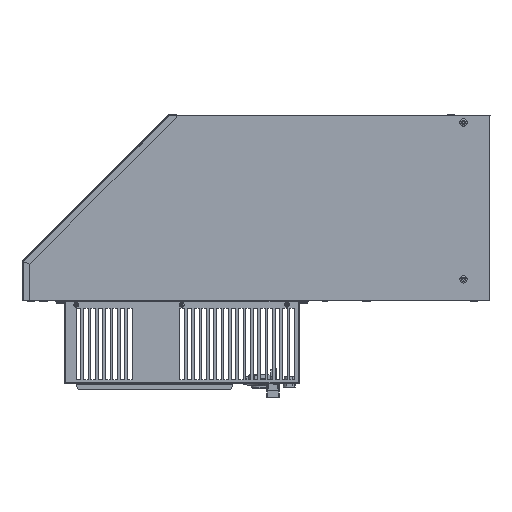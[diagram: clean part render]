
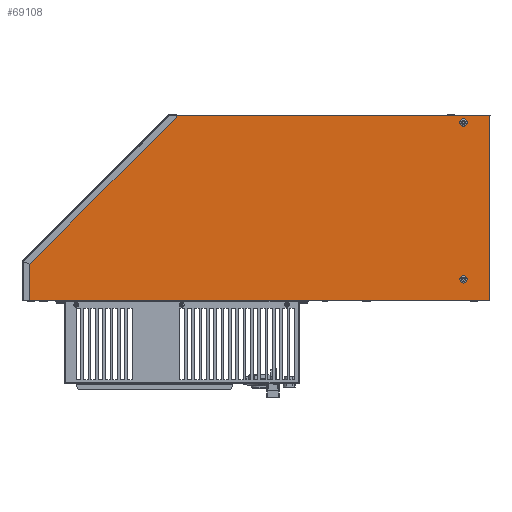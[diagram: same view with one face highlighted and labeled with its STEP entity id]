
A CAD part, left-side view. The second image highlights one B-rep face of the part: STEP entity #69108.
In plain terms, the highlighted planar face has unit normal (-1, 0, 0).
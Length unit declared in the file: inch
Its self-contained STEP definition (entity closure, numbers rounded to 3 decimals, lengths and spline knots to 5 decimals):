
#120 = EDGE_CURVE ( 'NONE', #39522, #57628, #22280, .T. ) ;
#143 = CARTESIAN_POINT ( 'NONE',  ( 3.74521, -19.23033, 3.62188 ) ) ;
#4870 = VERTEX_POINT ( 'NONE', #121393 ) ;
#5070 = VERTEX_POINT ( 'NONE', #100875 ) ;
#5731 = B_SPLINE_CURVE_WITH_KNOTS ( 'NONE', 1,
 ( #82830, #45864 ),
 .UNSPECIFIED., .F., .F.,
 ( 2, 2 ),
 ( 0., 1. ),
 .UNSPECIFIED. ) ;
#6294 = ORIENTED_EDGE ( 'NONE', *, *, #10117, .T. ) ;
#9170 = ORIENTED_EDGE ( 'NONE', *, *, #20411, .T. ) ;
#9217 = ORIENTED_EDGE ( 'NONE', *, *, #27793, .T. ) ;
#10117 = EDGE_CURVE ( 'NONE', #104391, #10739, #54052, .T. ) ;
#10739 = VERTEX_POINT ( 'NONE', #73918 ) ;
#10883 = AXIS2_PLACEMENT_3D ( 'NONE', #104903, #39645, #77251 ) ;
#11779 = CARTESIAN_POINT ( 'NONE',  ( 3.74566, 3.23567, -5.46161 ) ) ;
#12500 = DIRECTION ( 'NONE',  ( 0., -1., 0. ) ) ;
#13843 = ORIENTED_EDGE ( 'NONE', *, *, #67989, .F. ) ;
#16324 = CARTESIAN_POINT ( 'NONE',  ( 3.74522, -20.58652, -5.5028 ) ) ;
#18426 = VERTEX_POINT ( 'NONE', #42273 ) ;
#19711 = EDGE_CURVE ( 'NONE', #5070, #18426, #34999, .T. ) ;
#20411 = EDGE_CURVE ( 'NONE', #53431, #4870, #46768, .T. ) ;
#21618 = EDGE_LOOP ( 'NONE', ( #45221, #6294 ) ) ;
#21862 = ORIENTED_EDGE ( 'NONE', *, *, #33807, .T. ) ;
#22280 = B_SPLINE_CURVE_WITH_KNOTS ( 'NONE', 3,
 ( #116520, #44243, #72588, #63963 ),
 .UNSPECIFIED., .F., .F.,
 ( 4, 4 ),
 ( 0., 1. ),
 .UNSPECIFIED. ) ;
#23555 = VERTEX_POINT ( 'NONE', #35133 ) ;
#23716 = FACE_BOUND ( 'NONE', #21618, .T. ) ;
#24350 = CARTESIAN_POINT ( 'NONE',  ( 3.74566, 3.26233, -5.50161 ) ) ;
#24910 = CARTESIAN_POINT ( 'NONE',  ( 3.74523, -19.98233, -5.47495 ) ) ;
#25267 = VERTEX_POINT ( 'NONE', #121248 ) ;
#25523 = CARTESIAN_POINT ( 'NONE',  ( 3.74523, -19.98233, -5.46162 ) ) ;
#27793 = EDGE_CURVE ( 'NONE', #90382, #25267, #30433, .T. ) ;
#30433 = B_SPLINE_CURVE_WITH_KNOTS ( 'NONE', 3,
 ( #76553, #97396, #69117, #106651 ),
 .UNSPECIFIED., .F., .F.,
 ( 4, 4 ),
 ( 0., 1. ),
 .UNSPECIFIED. ) ;
#30519 = CARTESIAN_POINT ( 'NONE',  ( 3.7452, -20.58533, 0.80505 ) ) ;
#31291 = EDGE_CURVE ( 'NONE', #37283, #109673, #5731, .T. ) ;
#31726 = CARTESIAN_POINT ( 'NONE',  ( 3.74519, -20.58533, 3.95838 ) ) ;
#32722 = CARTESIAN_POINT ( 'NONE',  ( 3.74566, 3.27567, -4.16828 ) ) ;
#32974 = CARTESIAN_POINT ( 'NONE',  ( 3.74566, 3.249, -5.50161 ) ) ;
#33807 = EDGE_CURVE ( 'NONE', #18426, #5070, #57985, .T. ) ;
#34999 = CIRCLE ( 'NONE', #52754, 0.097 ) ;
#35133 = CARTESIAN_POINT ( 'NONE',  ( 3.74523, -19.98233, -5.46162 ) ) ;
#35655 = CARTESIAN_POINT ( 'NONE',  ( 3.74549, -4.18433, 3.95839 ) ) ;
#36755 = EDGE_CURVE ( 'NONE', #10739, #104391, #40993, .T. ) ;
#37283 = VERTEX_POINT ( 'NONE', #63858 ) ;
#38892 = DIRECTION ( 'NONE',  ( 1., 0., 0. ) ) ;
#39522 = VERTEX_POINT ( 'NONE', #11779 ) ;
#39645 = DIRECTION ( 'NONE',  ( 1., 0., 0. ) ) ;
#40366 = CARTESIAN_POINT ( 'NONE',  ( 3.74522, -20.58533, -5.50162 ) ) ;
#40993 = CIRCLE ( 'NONE', #43005, 0.097 ) ;
#42273 = CARTESIAN_POINT ( 'NONE',  ( 3.74521, -19.32733, 3.62188 ) ) ;
#43005 = AXIS2_PLACEMENT_3D ( 'NONE', #79000, #87009, #12500 ) ;
#44243 = CARTESIAN_POINT ( 'NONE',  ( 3.74566, 3.23567, -5.47495 ) ) ;
#45221 = ORIENTED_EDGE ( 'NONE', *, *, #36755, .T. ) ;
#45864 = CARTESIAN_POINT ( 'NONE',  ( 3.74549, -4.18433, 3.95839 ) ) ;
#46768 = B_SPLINE_CURVE_WITH_KNOTS ( 'NONE', 3,
 ( #51199, #32722, #70314, #88761 ),
 .UNSPECIFIED., .F., .F.,
 ( 4, 4 ),
 ( 0., 1. ),
 .UNSPECIFIED. ) ;
#47825 = B_SPLINE_CURVE_WITH_KNOTS ( 'NONE', 1,
 ( #35655, #72002 ),
 .UNSPECIFIED., .F., .F.,
 ( 2, 2 ),
 ( 0., 1. ),
 .UNSPECIFIED. ) ;
#47995 = CARTESIAN_POINT ( 'NONE',  ( 3.74552, -4.50367, -5.46161 ) ) ;
#48587 = CARTESIAN_POINT ( 'NONE',  ( 3.74538, -12.243, -5.46161 ) ) ;
#50206 = CARTESIAN_POINT ( 'NONE',  ( 3.74521, -20.58533, -2.34828 ) ) ;
#51199 = CARTESIAN_POINT ( 'NONE',  ( 3.74566, 3.27567, -3.50161 ) ) ;
#52754 = AXIS2_PLACEMENT_3D ( 'NONE', #64395, #93338, #55161 ) ;
#53284 = FACE_BOUND ( 'NONE', #113357, .T. ) ;
#53294 = CARTESIAN_POINT ( 'NONE',  ( 3.74566, 3.27567, -5.50161 ) ) ;
#53431 = VERTEX_POINT ( 'NONE', #75579 ) ;
#54052 = CIRCLE ( 'NONE', #10883, 0.097 ) ;
#54508 = DIRECTION ( 'NONE',  ( 0., 1., 0. ) ) ;
#55067 = EDGE_CURVE ( 'NONE', #4870, #57628, #62528, .T. ) ;
#55161 = DIRECTION ( 'NONE',  ( 0., -1., 0. ) ) ;
#57628 = VERTEX_POINT ( 'NONE', #89512 ) ;
#57985 = CIRCLE ( 'NONE', #119022, 0.097 ) ;
#61069 = ORIENTED_EDGE ( 'NONE', *, *, #102929, .T. ) ;
#61671 = ORIENTED_EDGE ( 'NONE', *, *, #55067, .T. ) ;
#62503 = CARTESIAN_POINT ( 'NONE',  ( 3.74523, -19.98233, -5.48828 ) ) ;
#62528 = B_SPLINE_CURVE_WITH_KNOTS ( 'NONE', 3,
 ( #53294, #24350, #32974, #119827 ),
 .UNSPECIFIED., .F., .F.,
 ( 4, 4 ),
 ( 0., 1. ),
 .UNSPECIFIED. ) ;
#63109 = CARTESIAN_POINT ( 'NONE',  ( 3.74523, -19.98233, -5.50162 ) ) ;
#63753 = FACE_OUTER_BOUND ( 'NONE', #91930, .T. ) ;
#63858 = CARTESIAN_POINT ( 'NONE',  ( 3.74519, -20.58533, 3.95838 ) ) ;
#63963 = CARTESIAN_POINT ( 'NONE',  ( 3.74566, 3.23567, -5.50161 ) ) ;
#64395 = CARTESIAN_POINT ( 'NONE',  ( 3.74521, -19.23033, 3.62188 ) ) ;
#65217 = B_SPLINE_CURVE_WITH_KNOTS ( 'NONE', 3,
 ( #40366, #50206, #30519, #31726 ),
 .UNSPECIFIED., .F., .F.,
 ( 4, 4 ),
 ( 0., 1. ),
 .UNSPECIFIED. ) ;
#66552 = B_SPLINE_CURVE_WITH_KNOTS ( 'NONE', 3,
 ( #104631, #47995, #48587, #76962 ),
 .UNSPECIFIED., .F., .F.,
 ( 4, 4 ),
 ( 0., 1. ),
 .UNSPECIFIED. ) ;
#67012 = AXIS2_PLACEMENT_3D ( 'NONE', #16324, #89628, #54508 ) ;
#67989 = EDGE_CURVE ( 'NONE', #90382, #23555, #98641, .T. ) ;
#68245 = CARTESIAN_POINT ( 'NONE',  ( 3.74523, -19.98233, -5.50162 ) ) ;
#69108 = ADVANCED_FACE ( 'NONE', ( #23716, #53284, #63753 ), #72369, .F. ) ;
#69117 = CARTESIAN_POINT ( 'NONE',  ( 3.74523, -20.38433, -5.50162 ) ) ;
#70314 = CARTESIAN_POINT ( 'NONE',  ( 3.74566, 3.27567, -4.83495 ) ) ;
#70394 = ORIENTED_EDGE ( 'NONE', *, *, #120, .F. ) ;
#70862 = ORIENTED_EDGE ( 'NONE', *, *, #89426, .T. ) ;
#72002 = CARTESIAN_POINT ( 'NONE',  ( 3.74566, 3.27567, -3.50161 ) ) ;
#72369 = PLANE ( 'NONE',  #67012 ) ;
#72588 = CARTESIAN_POINT ( 'NONE',  ( 3.74566, 3.23567, -5.48828 ) ) ;
#73918 = CARTESIAN_POINT ( 'NONE',  ( 3.74525, -19.13333, -4.40162 ) ) ;
#75579 = CARTESIAN_POINT ( 'NONE',  ( 3.74566, 3.27567, -3.50161 ) ) ;
#75873 = DIRECTION ( 'NONE',  ( 0., -1., 0. ) ) ;
#76553 = CARTESIAN_POINT ( 'NONE',  ( 3.74523, -19.98233, -5.50162 ) ) ;
#76962 = CARTESIAN_POINT ( 'NONE',  ( 3.74523, -19.98233, -5.46162 ) ) ;
#77251 = DIRECTION ( 'NONE',  ( 0., -1., 0. ) ) ;
#77457 = ORIENTED_EDGE ( 'NONE', *, *, #104876, .T. ) ;
#79000 = CARTESIAN_POINT ( 'NONE',  ( 3.74524, -19.23033, -4.40162 ) ) ;
#82830 = CARTESIAN_POINT ( 'NONE',  ( 3.74519, -20.58533, 3.95838 ) ) ;
#87009 = DIRECTION ( 'NONE',  ( 1., 0., 0. ) ) ;
#88761 = CARTESIAN_POINT ( 'NONE',  ( 3.74566, 3.27567, -5.50161 ) ) ;
#89426 = EDGE_CURVE ( 'NONE', #39522, #23555, #66552, .T. ) ;
#89512 = CARTESIAN_POINT ( 'NONE',  ( 3.74566, 3.23567, -5.50161 ) ) ;
#89628 = DIRECTION ( 'NONE',  ( 1., 0., 0. ) ) ;
#90382 = VERTEX_POINT ( 'NONE', #68245 ) ;
#91930 = EDGE_LOOP ( 'NONE', ( #13843, #9217, #77457, #96105, #61069, #9170, #61671, #70394, #70862 ) ) ;
#93338 = DIRECTION ( 'NONE',  ( 1., 0., 0. ) ) ;
#96105 = ORIENTED_EDGE ( 'NONE', *, *, #31291, .T. ) ;
#97396 = CARTESIAN_POINT ( 'NONE',  ( 3.74523, -20.18333, -5.50162 ) ) ;
#98587 = CARTESIAN_POINT ( 'NONE',  ( 3.74549, -4.18433, 3.95839 ) ) ;
#98641 = B_SPLINE_CURVE_WITH_KNOTS ( 'NONE', 3,
 ( #63109, #62503, #24910, #25523 ),
 .UNSPECIFIED., .F., .F.,
 ( 4, 4 ),
 ( 0., 1. ),
 .UNSPECIFIED. ) ;
#100875 = CARTESIAN_POINT ( 'NONE',  ( 3.74522, -19.13333, 3.62188 ) ) ;
#102929 = EDGE_CURVE ( 'NONE', #109673, #53431, #47825, .T. ) ;
#104391 = VERTEX_POINT ( 'NONE', #105160 ) ;
#104631 = CARTESIAN_POINT ( 'NONE',  ( 3.74566, 3.23567, -5.46161 ) ) ;
#104876 = EDGE_CURVE ( 'NONE', #25267, #37283, #65217, .T. ) ;
#104903 = CARTESIAN_POINT ( 'NONE',  ( 3.74524, -19.23033, -4.40162 ) ) ;
#104982 = ORIENTED_EDGE ( 'NONE', *, *, #19711, .T. ) ;
#105160 = CARTESIAN_POINT ( 'NONE',  ( 3.74524, -19.32733, -4.40162 ) ) ;
#106651 = CARTESIAN_POINT ( 'NONE',  ( 3.74522, -20.58533, -5.50162 ) ) ;
#109673 = VERTEX_POINT ( 'NONE', #98587 ) ;
#113357 = EDGE_LOOP ( 'NONE', ( #104982, #21862 ) ) ;
#116520 = CARTESIAN_POINT ( 'NONE',  ( 3.74566, 3.23567, -5.46161 ) ) ;
#119022 = AXIS2_PLACEMENT_3D ( 'NONE', #143, #38892, #75873 ) ;
#119827 = CARTESIAN_POINT ( 'NONE',  ( 3.74566, 3.23567, -5.50161 ) ) ;
#121248 = CARTESIAN_POINT ( 'NONE',  ( 3.74522, -20.58533, -5.50162 ) ) ;
#121393 = CARTESIAN_POINT ( 'NONE',  ( 3.74566, 3.27567, -5.50161 ) ) ;
